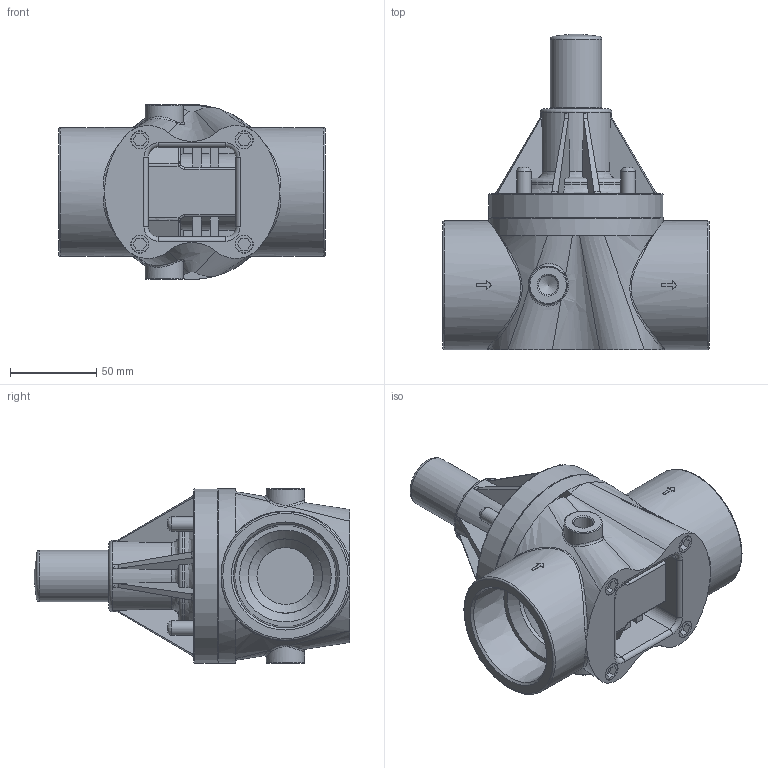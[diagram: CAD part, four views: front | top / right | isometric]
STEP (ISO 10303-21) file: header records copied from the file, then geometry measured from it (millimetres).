
FILE_DESCRIPTION((''),'2;1');
FILE_NAME('ECO-200A-PVC_R0.ipt.stp','2017-02-28T12:01:45',(''),(''),'Autodesk Inventor 2009','Autodesk Inventor 2009','');
FILE_SCHEMA(('AUTOMOTIVE_DESIGN { 1 0 10303 214 1 1 1 1 }'));
Length unit declared in the file: inch
Products named in the file (1): ECO-200A-PVC_R0
Bounding box: 154.94 x 183.44 x 101.6 mm (x, y, z)
Volume: 843307.2 mm3; surface area: 123528.3 mm2
Topology: 1 solids, 17 shells, 426 faces, 1039 edges, 671 vertices
Faces by surface type: plane 171, bspline 124, cylinder 87, torus 27, cone 17
Full cylindrical faces by diameter (mm): 5.842 x4, 6.502 x4, 8.382 x4, 10.16 x4, 11.112 x1, 11.113 x1, 22.225 x2, 29.972 x1, 41.656 x1, 43.18 x2, 74.854 x2, 101.6 x2
Entity records: 17849 total; most frequent: CARTESIAN_POINT 8266, ORIENTED_EDGE 1904, DIRECTION 1764, EDGE_CURVE 952, AXIS2_PLACEMENT_3D 685, VERTEX_POINT 654, EDGE_LOOP 528, FACE_OUTER_BOUND 426
